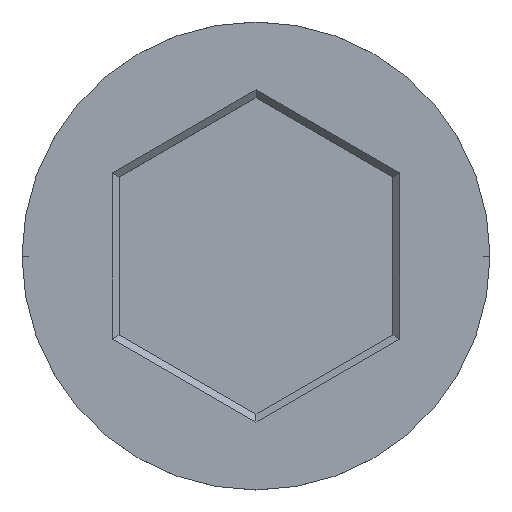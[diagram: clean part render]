
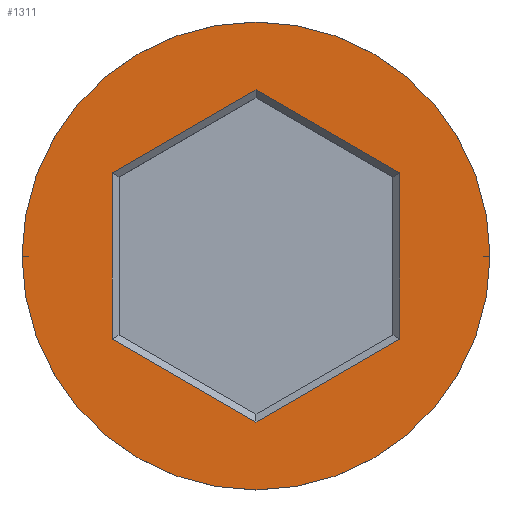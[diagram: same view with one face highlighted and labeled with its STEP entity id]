
A CAD part, top view. The second image highlights one B-rep face of the part: STEP entity #1311.
In plain terms, the highlighted planar face has unit normal (0, 0, 1).
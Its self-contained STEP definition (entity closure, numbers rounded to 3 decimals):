
#17 = EDGE_CURVE ( 'NONE', #559, #812, #20, .T. ) ;
#20 = LINE ( 'NONE', #778, #867 ) ;
#24 = DIRECTION ( 'NONE',  ( 0.866, 0.5, 0. ) ) ;
#47 = LINE ( 'NONE', #1088, #795 ) ;
#53 = EDGE_CURVE ( 'NONE', #1303, #1131, #213, .T. ) ;
#54 = CARTESIAN_POINT ( 'NONE',  ( 6.75, 0., 0. ) ) ;
#69 = DIRECTION ( 'NONE',  ( 0., -1., 0. ) ) ;
#112 = CARTESIAN_POINT ( 'NONE',  ( 0., 0., 0. ) ) ;
#119 = VECTOR ( 'NONE', #335, 1000. ) ;
#127 = LINE ( 'NONE', #687, #119 ) ;
#132 = CARTESIAN_POINT ( 'NONE',  ( -4.15, 2.396, 0. ) ) ;
#140 = VECTOR ( 'NONE', #24, 1000. ) ;
#166 = FACE_OUTER_BOUND ( 'NONE', #553, .T. ) ;
#176 = CARTESIAN_POINT ( 'NONE',  ( 4.15, -2.281, 0. ) ) ;
#200 = DIRECTION ( 'NONE',  ( 1., 0., 0. ) ) ;
#203 = CARTESIAN_POINT ( 'NONE',  ( -6.75, 0., 0. ) ) ;
#210 = VECTOR ( 'NONE', #69, 1000. ) ;
#213 = CIRCLE ( 'NONE', #1043, 6.75 ) ;
#219 = ORIENTED_EDGE ( 'NONE', *, *, #878, .T. ) ;
#257 = DIRECTION ( 'NONE',  ( 0.866, -0.5, 0. ) ) ;
#280 = FACE_BOUND ( 'NONE', #1302, .T. ) ;
#281 = CARTESIAN_POINT ( 'NONE',  ( 4.15, -2.396, 0. ) ) ;
#303 = VERTEX_POINT ( 'NONE', #470 ) ;
#335 = DIRECTION ( 'NONE',  ( -0.866, 0.5, 0. ) ) ;
#371 = CARTESIAN_POINT ( 'NONE',  ( 4.15, 2.396, 0. ) ) ;
#377 = PLANE ( 'NONE',  #1309 ) ;
#383 = CIRCLE ( 'NONE', #895, 6.75 ) ;
#402 = DIRECTION ( 'NONE',  ( 0., 0., 1. ) ) ;
#433 = LINE ( 'NONE', #1336, #530 ) ;
#455 = CARTESIAN_POINT ( 'NONE',  ( -0.1, 4.734, 0. ) ) ;
#458 = DIRECTION ( 'NONE',  ( -0.866, -0.5, 0. ) ) ;
#470 = CARTESIAN_POINT ( 'NONE',  ( -4.15, -2.396, 0. ) ) ;
#530 = VECTOR ( 'NONE', #782, 1000. ) ;
#553 = EDGE_LOOP ( 'NONE', ( #1396, #1328 ) ) ;
#559 = VERTEX_POINT ( 'NONE', #281 ) ;
#591 = ORIENTED_EDGE ( 'NONE', *, *, #17, .T. ) ;
#602 = DIRECTION ( 'NONE',  ( 1., 0., 0. ) ) ;
#620 = CARTESIAN_POINT ( 'NONE',  ( 0., -4.792, 0. ) ) ;
#687 = CARTESIAN_POINT ( 'NONE',  ( -4.05, -2.454, 0. ) ) ;
#711 = LINE ( 'NONE', #455, #140 ) ;
#717 = CARTESIAN_POINT ( 'NONE',  ( 0., 4.792, 0. ) ) ;
#752 = DIRECTION ( 'NONE',  ( 0., 0., 1. ) ) ;
#755 = EDGE_CURVE ( 'NONE', #303, #1187, #433, .T. ) ;
#761 = EDGE_CURVE ( 'NONE', #1187, #1428, #711, .T. ) ;
#778 = CARTESIAN_POINT ( 'NONE',  ( 0.1, -4.734, 0. ) ) ;
#782 = DIRECTION ( 'NONE',  ( 0., 1., 0. ) ) ;
#795 = VECTOR ( 'NONE', #257, 1000. ) ;
#812 = VERTEX_POINT ( 'NONE', #620 ) ;
#867 = VECTOR ( 'NONE', #458, 1000. ) ;
#878 = EDGE_CURVE ( 'NONE', #1350, #559, #951, .T. ) ;
#895 = AXIS2_PLACEMENT_3D ( 'NONE', #112, #752, #1456 ) ;
#930 = EDGE_CURVE ( 'NONE', #1428, #1350, #47, .T. ) ;
#950 = ORIENTED_EDGE ( 'NONE', *, *, #1282, .T. ) ;
#951 = LINE ( 'NONE', #176, #210 ) ;
#1043 = AXIS2_PLACEMENT_3D ( 'NONE', #1204, #402, #200 ) ;
#1077 = CARTESIAN_POINT ( 'NONE',  ( 0., 0., 0. ) ) ;
#1079 = ORIENTED_EDGE ( 'NONE', *, *, #930, .T. ) ;
#1088 = CARTESIAN_POINT ( 'NONE',  ( 4.05, 2.454, 0. ) ) ;
#1108 = EDGE_CURVE ( 'NONE', #1131, #1303, #383, .T. ) ;
#1131 = VERTEX_POINT ( 'NONE', #203 ) ;
#1186 = ORIENTED_EDGE ( 'NONE', *, *, #755, .T. ) ;
#1187 = VERTEX_POINT ( 'NONE', #132 ) ;
#1204 = CARTESIAN_POINT ( 'NONE',  ( 0., 0., 0. ) ) ;
#1282 = EDGE_CURVE ( 'NONE', #812, #303, #127, .T. ) ;
#1302 = EDGE_LOOP ( 'NONE', ( #950, #1186, #1437, #1079, #219, #591 ) ) ;
#1303 = VERTEX_POINT ( 'NONE', #54 ) ;
#1309 = AXIS2_PLACEMENT_3D ( 'NONE', #1077, #1401, #602 ) ;
#1311 = ADVANCED_FACE ( 'NONE', ( #280, #166 ), #377, .T. ) ;
#1328 = ORIENTED_EDGE ( 'NONE', *, *, #1108, .T. ) ;
#1336 = CARTESIAN_POINT ( 'NONE',  ( -4.15, 2.281, 0. ) ) ;
#1350 = VERTEX_POINT ( 'NONE', #371 ) ;
#1396 = ORIENTED_EDGE ( 'NONE', *, *, #53, .T. ) ;
#1401 = DIRECTION ( 'NONE',  ( 0., 0., 1. ) ) ;
#1428 = VERTEX_POINT ( 'NONE', #717 ) ;
#1437 = ORIENTED_EDGE ( 'NONE', *, *, #761, .T. ) ;
#1456 = DIRECTION ( 'NONE',  ( 1., 0., 0. ) ) ;
